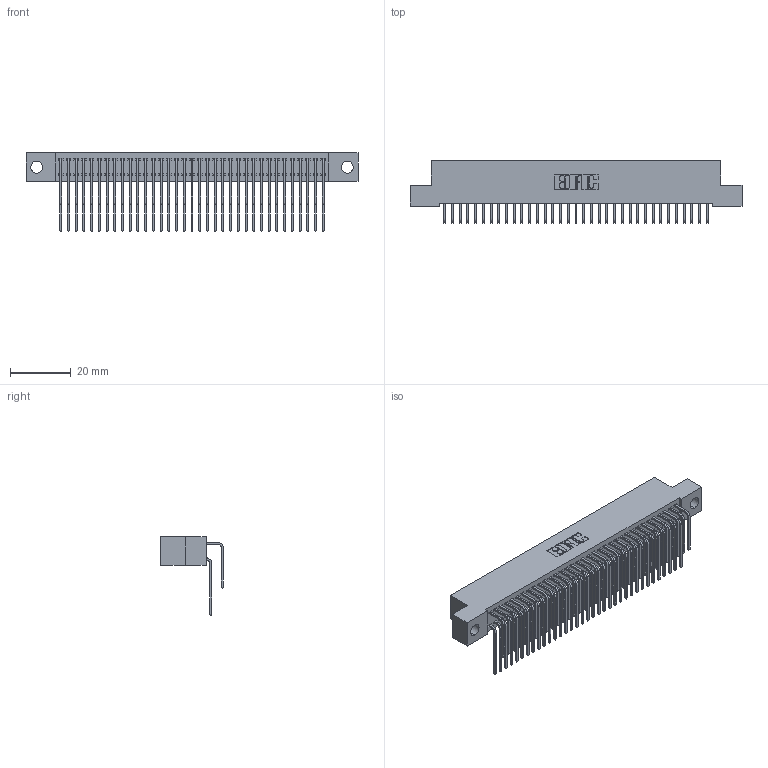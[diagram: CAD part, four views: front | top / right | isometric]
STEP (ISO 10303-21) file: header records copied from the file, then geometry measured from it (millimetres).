
FILE_DESCRIPTION (( 'STEP AP203' ), '1' );
FILE_NAME ('392-070-559-204.STEP', '2019-10-09T12:18:23', ( '' ), ( '' ), 'SwSTEP 2.0', 'SolidWorks 2016', '' );
FILE_SCHEMA (( 'CONFIG_CONTROL_DESIGN' ));
Length unit declared in the file: inch
Products named in the file (4): 342 Part_.156 TH; 345-292-001_558 559 Tail - 1; 345-292-001_559 Tail - 2; 392-070-559-204
Assembly tree (71 placements, depth 2):
  392-070-559-204
    342 Part_.156 TH
    345-292-001_558 559 Tail - 1  x35
    345-292-001_559 Tail - 2  x35
Bounding box: 109.22 x 20.64 x 25.78 mm (x, y, z)
Volume: 10097.1 mm3; surface area: 17913.9 mm2
Topology: 71 solids, 71 shells, 3890 faces, 11569 edges, 7618 vertices
Faces by surface type: plane 2726, cylinder 1164
Entity records: 25077 total; most frequent: CARTESIAN_POINT 4213, ORIENTED_EDGE 4098, DIRECTION 3593, EDGE_CURVE 2049, LINE 1881, VECTOR 1881, VERTEX_POINT 1362, AXIS2_PLACEMENT_3D 856
